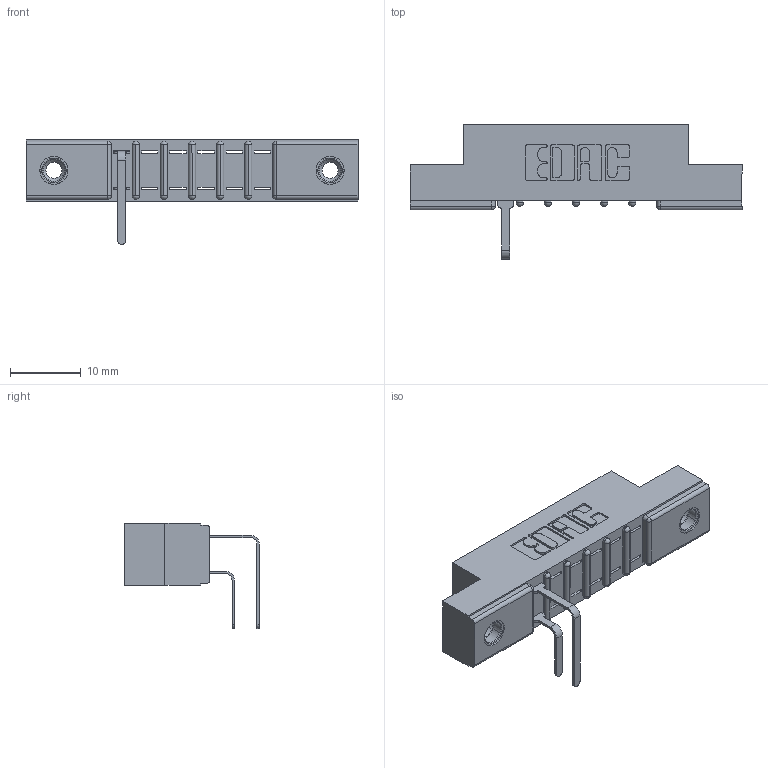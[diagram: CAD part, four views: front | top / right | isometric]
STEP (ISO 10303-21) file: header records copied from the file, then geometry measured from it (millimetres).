
FILE_DESCRIPTION (( 'STEP AP203' ), '1' );
FILE_NAME ('307-012-558-208.STEP', '2018-08-02T23:21:03', ( '' ), ( '' ), 'SwSTEP 2.0', 'SolidWorks 2016', '' );
FILE_SCHEMA (( 'CONFIG_CONTROL_DESIGN' ));
Length unit declared in the file: inch
Products named in the file (5): 307-290-001_558 - 2 (Single); 345-250-001_345-250-003-102; 307-012-558-208; 307 Part_.156 Dia Mounting Holes; 307-290-001_558 559 - 1 (Single)
Assembly tree (5 placements, depth 2):
  307-012-558-208
    307 Part_.156 Dia Mounting Holes
    307-290-001_558 559 - 1 (Single)
    307-290-001_558 - 2 (Single)
    345-250-001_345-250-003-102  x2
Bounding box: 46.79 x 18.96 x 14.81 mm (x, y, z)
Volume: 2935 mm3; surface area: 3656.6 mm2
Topology: 5 solids, 5 shells, 385 faces, 1063 edges, 678 vertices
Faces by surface type: plane 228, cylinder 127, sphere 14, cone 12, torus 4
Entity records: 12086 total; most frequent: CARTESIAN_POINT 2017, ORIENTED_EDGE 1998, DIRECTION 1989, EDGE_CURVE 999, VECTOR 749, LINE 749, VERTEX_POINT 648, AXIS2_PLACEMENT_3D 620
